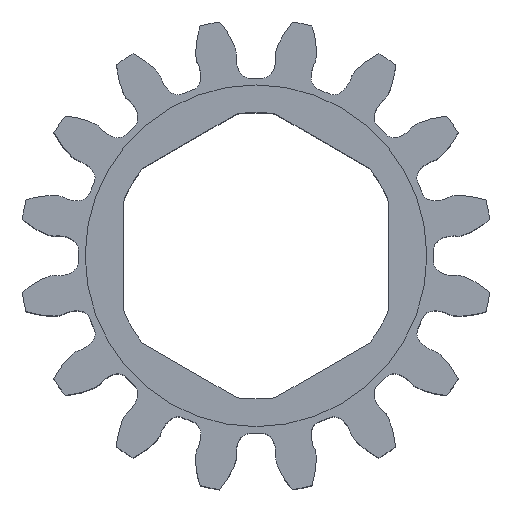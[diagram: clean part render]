
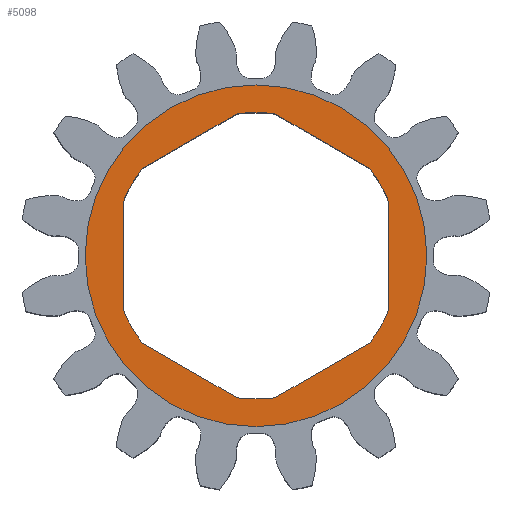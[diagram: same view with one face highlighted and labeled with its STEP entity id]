
A CAD part, top view. The second image highlights one B-rep face of the part: STEP entity #5098.
In plain terms, the highlighted planar face has unit normal (0, 0, 1).
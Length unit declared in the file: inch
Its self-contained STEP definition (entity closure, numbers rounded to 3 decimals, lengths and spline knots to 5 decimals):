
#129 = VECTOR ( 'NONE', #3811, 39.37008 ) ;
#139 = CARTESIAN_POINT ( 'NONE',  ( -0.03581, 0.27031, 0.249 ) ) ;
#151 = VECTOR ( 'NONE', #1671, 39.37008 ) ;
#312 = ORIENTED_EDGE ( 'NONE', *, *, #724, .T. ) ;
#341 = LINE ( 'NONE', #2786, #129 ) ;
#353 = VERTEX_POINT ( 'NONE', #3778 ) ;
#363 = VERTEX_POINT ( 'NONE', #3747 ) ;
#386 = DIRECTION ( 'NONE',  ( 1., 0., 0. ) ) ;
#433 = LINE ( 'NONE', #3746, #5794 ) ;
#434 = CARTESIAN_POINT ( 'NONE',  ( 0.325, 0., 0.249 ) ) ;
#449 = VERTEX_POINT ( 'NONE', #434 ) ;
#451 = DIRECTION ( 'NONE',  ( 1., 0., 0. ) ) ;
#498 = CARTESIAN_POINT ( 'NONE',  ( -0.325, 0., 0.249 ) ) ;
#547 = DIRECTION ( 'NONE',  ( 0., 0., 1. ) ) ;
#552 = DIRECTION ( 'NONE',  ( -0.5, -0.866, 0. ) ) ;
#678 = ORIENTED_EDGE ( 'NONE', *, *, #1841, .F. ) ;
#679 = FACE_OUTER_BOUND ( 'NONE', #3312, .T. ) ;
#721 = AXIS2_PLACEMENT_3D ( 'NONE', #6199, #1395, #1326 ) ;
#724 = EDGE_CURVE ( 'NONE', #449, #3094, #3624, .T. ) ;
#795 = DIRECTION ( 'NONE',  ( 0., 1., 0. ) ) ;
#796 = EDGE_CURVE ( 'NONE', #363, #6177, #1155, .T. ) ;
#838 = AXIS2_PLACEMENT_3D ( 'NONE', #2486, #5791, #552 ) ;
#881 = EDGE_CURVE ( 'NONE', #3032, #4817, #6191, .T. ) ;
#1024 = ORIENTED_EDGE ( 'NONE', *, *, #2238, .F. ) ;
#1044 = CARTESIAN_POINT ( 'NONE',  ( 0., 0., 0.249 ) ) ;
#1057 = LINE ( 'NONE', #4109, #151 ) ;
#1155 = CIRCLE ( 'NONE', #3209, 0.27267 ) ;
#1271 = VECTOR ( 'NONE', #4978, 39.37008 ) ;
#1274 = CARTESIAN_POINT ( 'NONE',  ( -0.252, 0.10414, 0.249 ) ) ;
#1275 = EDGE_CURVE ( 'NONE', #4520, #363, #341, .T. ) ;
#1326 = DIRECTION ( 'NONE',  ( -0.5, 0.866, 0. ) ) ;
#1335 = CARTESIAN_POINT ( 'NONE',  ( -0.21619, -0.16617, 0.249 ) ) ;
#1343 = DIRECTION ( 'NONE',  ( 0., 0., 1. ) ) ;
#1395 = DIRECTION ( 'NONE',  ( 0., 0., 1. ) ) ;
#1488 = AXIS2_PLACEMENT_3D ( 'NONE', #5094, #4613, #5124 ) ;
#1574 = CIRCLE ( 'NONE', #1882, 0.27267 ) ;
#1599 = CARTESIAN_POINT ( 'NONE',  ( 0.252, -0.10414, 0.249 ) ) ;
#1671 = DIRECTION ( 'NONE',  ( 0.866, 0.5, 0. ) ) ;
#1744 = VERTEX_POINT ( 'NONE', #1947 ) ;
#1780 = CIRCLE ( 'NONE', #5375, 0.27267 ) ;
#1841 = EDGE_CURVE ( 'NONE', #3824, #4548, #6289, .T. ) ;
#1872 = ORIENTED_EDGE ( 'NONE', *, *, #2980, .F. ) ;
#1882 = AXIS2_PLACEMENT_3D ( 'NONE', #3029, #547, #3570 ) ;
#1929 = EDGE_CURVE ( 'NONE', #4817, #3446, #2262, .T. ) ;
#1947 = CARTESIAN_POINT ( 'NONE',  ( -0.252, -0.10414, 0.249 ) ) ;
#1975 = DIRECTION ( 'NONE',  ( 0., 0., 1. ) ) ;
#1984 = ORIENTED_EDGE ( 'NONE', *, *, #881, .F. ) ;
#2198 = VECTOR ( 'NONE', #795, 39.37008 ) ;
#2238 = EDGE_CURVE ( 'NONE', #353, #2521, #1574, .T. ) ;
#2262 = LINE ( 'NONE', #5211, #2198 ) ;
#2264 = ORIENTED_EDGE ( 'NONE', *, *, #1275, .F. ) ;
#2319 = ORIENTED_EDGE ( 'NONE', *, *, #5146, .T. ) ;
#2324 = CARTESIAN_POINT ( 'NONE',  ( 0.21619, 0.16617, 0.249 ) ) ;
#2379 = CARTESIAN_POINT ( 'NONE',  ( 0.03581, 0.27031, 0.249 ) ) ;
#2425 = CARTESIAN_POINT ( 'NONE',  ( 0., 0., 0.249 ) ) ;
#2486 = CARTESIAN_POINT ( 'NONE',  ( 0., 0., 0.249 ) ) ;
#2521 = VERTEX_POINT ( 'NONE', #1274 ) ;
#2562 = DIRECTION ( 'NONE',  ( 0., 0., 1. ) ) ;
#2591 = DIRECTION ( 'NONE',  ( 0.5, -0.866, 0. ) ) ;
#2644 = EDGE_LOOP ( 'NONE', ( #1872, #2735, #1984, #3104, #4244, #2264, #5694, #4479, #1024, #3960, #2674, #678 ) ) ;
#2674 = ORIENTED_EDGE ( 'NONE', *, *, #3280, .F. ) ;
#2687 = CIRCLE ( 'NONE', #721, 0.27267 ) ;
#2735 = ORIENTED_EDGE ( 'NONE', *, *, #1929, .F. ) ;
#2786 = CARTESIAN_POINT ( 'NONE',  ( 0., -0.29098, 0.249 ) ) ;
#2873 = DIRECTION ( 'NONE',  ( 0., 0., 1. ) ) ;
#2924 = CIRCLE ( 'NONE', #4670, 0.325 ) ;
#2980 = EDGE_CURVE ( 'NONE', #3446, #3824, #1780, .T. ) ;
#3029 = CARTESIAN_POINT ( 'NONE',  ( 0., 0., 0.249 ) ) ;
#3032 = VERTEX_POINT ( 'NONE', #4003 ) ;
#3094 = VERTEX_POINT ( 'NONE', #498 ) ;
#3104 = ORIENTED_EDGE ( 'NONE', *, *, #5965, .F. ) ;
#3137 = FACE_BOUND ( 'NONE', #2644, .T. ) ;
#3209 = AXIS2_PLACEMENT_3D ( 'NONE', #3928, #5413, #3483 ) ;
#3280 = EDGE_CURVE ( 'NONE', #4548, #3731, #3829, .T. ) ;
#3312 = EDGE_LOOP ( 'NONE', ( #312, #2319 ) ) ;
#3446 = VERTEX_POINT ( 'NONE', #6024 ) ;
#3483 = DIRECTION ( 'NONE',  ( -1., 0., 0. ) ) ;
#3570 = DIRECTION ( 'NONE',  ( 0.5, 0.866, 0. ) ) ;
#3624 = CIRCLE ( 'NONE', #4131, 0.325 ) ;
#3731 = VERTEX_POINT ( 'NONE', #139 ) ;
#3746 = CARTESIAN_POINT ( 'NONE',  ( -0.252, -0.14549, 0.249 ) ) ;
#3747 = CARTESIAN_POINT ( 'NONE',  ( -0.03581, -0.27031, 0.249 ) ) ;
#3778 = CARTESIAN_POINT ( 'NONE',  ( -0.21619, 0.16617, 0.249 ) ) ;
#3811 = DIRECTION ( 'NONE',  ( 0.866, -0.5, 0. ) ) ;
#3824 = VERTEX_POINT ( 'NONE', #2324 ) ;
#3829 = CIRCLE ( 'NONE', #5171, 0.27267 ) ;
#3928 = CARTESIAN_POINT ( 'NONE',  ( 0., 0., 0.249 ) ) ;
#3960 = ORIENTED_EDGE ( 'NONE', *, *, #4872, .F. ) ;
#3998 = EDGE_CURVE ( 'NONE', #1744, #4520, #2687, .T. ) ;
#4003 = CARTESIAN_POINT ( 'NONE',  ( 0.21619, -0.16617, 0.249 ) ) ;
#4093 = PLANE ( 'NONE',  #1488 ) ;
#4109 = CARTESIAN_POINT ( 'NONE',  ( 0.252, -0.14549, 0.249 ) ) ;
#4131 = AXIS2_PLACEMENT_3D ( 'NONE', #2425, #1975, #451 ) ;
#4244 = ORIENTED_EDGE ( 'NONE', *, *, #796, .F. ) ;
#4314 = DIRECTION ( 'NONE',  ( 1., 0., 0. ) ) ;
#4479 = ORIENTED_EDGE ( 'NONE', *, *, #4811, .F. ) ;
#4496 = LINE ( 'NONE', #5522, #1271 ) ;
#4520 = VERTEX_POINT ( 'NONE', #1335 ) ;
#4548 = VERTEX_POINT ( 'NONE', #2379 ) ;
#4613 = DIRECTION ( 'NONE',  ( 0., 0., 1. ) ) ;
#4670 = AXIS2_PLACEMENT_3D ( 'NONE', #4792, #1343, #386 ) ;
#4792 = CARTESIAN_POINT ( 'NONE',  ( 0., 0., 0.249 ) ) ;
#4811 = EDGE_CURVE ( 'NONE', #2521, #1744, #433, .T. ) ;
#4817 = VERTEX_POINT ( 'NONE', #1599 ) ;
#4830 = CARTESIAN_POINT ( 'NONE',  ( 0., 0.29098, 0.249 ) ) ;
#4872 = EDGE_CURVE ( 'NONE', #3731, #353, #4496, .T. ) ;
#4967 = VECTOR ( 'NONE', #5933, 39.37008 ) ;
#4978 = DIRECTION ( 'NONE',  ( -0.866, -0.5, 0. ) ) ;
#5094 = CARTESIAN_POINT ( 'NONE',  ( 0., 0., 0.249 ) ) ;
#5098 = ADVANCED_FACE ( 'NONE', ( #3137, #679 ), #4093, .T. ) ;
#5124 = DIRECTION ( 'NONE',  ( 1., 0., 0. ) ) ;
#5146 = EDGE_CURVE ( 'NONE', #3094, #449, #2924, .T. ) ;
#5171 = AXIS2_PLACEMENT_3D ( 'NONE', #5317, #2873, #4314 ) ;
#5211 = CARTESIAN_POINT ( 'NONE',  ( 0.252, 0.14549, 0.249 ) ) ;
#5296 = CARTESIAN_POINT ( 'NONE',  ( 0.03581, -0.27031, 0.249 ) ) ;
#5317 = CARTESIAN_POINT ( 'NONE',  ( 0., 0., 0.249 ) ) ;
#5375 = AXIS2_PLACEMENT_3D ( 'NONE', #1044, #2562, #2591 ) ;
#5413 = DIRECTION ( 'NONE',  ( 0., 0., 1. ) ) ;
#5522 = CARTESIAN_POINT ( 'NONE',  ( -0.252, 0.14549, 0.249 ) ) ;
#5694 = ORIENTED_EDGE ( 'NONE', *, *, #3998, .F. ) ;
#5708 = DIRECTION ( 'NONE',  ( 0., -1., 0. ) ) ;
#5791 = DIRECTION ( 'NONE',  ( 0., 0., 1. ) ) ;
#5794 = VECTOR ( 'NONE', #5708, 39.37008 ) ;
#5933 = DIRECTION ( 'NONE',  ( -0.866, 0.5, 0. ) ) ;
#5965 = EDGE_CURVE ( 'NONE', #6177, #3032, #1057, .T. ) ;
#6024 = CARTESIAN_POINT ( 'NONE',  ( 0.252, 0.10414, 0.249 ) ) ;
#6177 = VERTEX_POINT ( 'NONE', #5296 ) ;
#6191 = CIRCLE ( 'NONE', #838, 0.27267 ) ;
#6199 = CARTESIAN_POINT ( 'NONE',  ( 0., 0., 0.249 ) ) ;
#6289 = LINE ( 'NONE', #4830, #4967 ) ;
